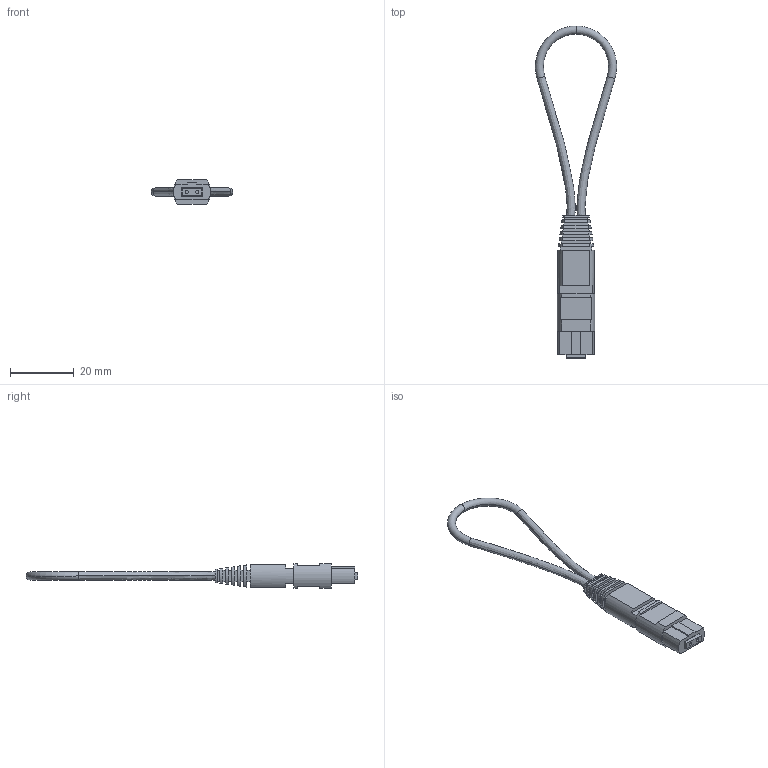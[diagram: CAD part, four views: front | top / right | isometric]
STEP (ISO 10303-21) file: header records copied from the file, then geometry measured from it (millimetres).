
FILE_DESCRIPTION (( 'STEP AP214' ), '1' );
FILE_NAME ('FOL-MPO.STEP', '2018-03-28T15:51:56', ( '' ), ( '' ), 'SwSTEP 2.0', 'SolidWorks 2017', '' );
FILE_SCHEMA (( 'AUTOMOTIVE_DESIGN' ));
Length unit declared in the file: inch
Products named in the file (3): 3AB04-001; FOL-MPO-LOOPBACK CABLE_6" long, Orange; FOL-MPO
Assembly tree (2 placements, depth 2):
  FOL-MPO
    3AB04-001
    FOL-MPO-LOOPBACK CABLE_6" long, Orange
Bounding box: 25.5 x 104.03 x 7.75 mm (x, y, z)
Volume: 3434 mm3; surface area: 2983.7 mm2
Topology: 2 solids, 2 shells, 118 faces, 282 edges, 186 vertices
Faces by surface type: plane 88, cone 12, cylinder 10, torus 4, bspline 4
Entity records: 4282 total; most frequent: CARTESIAN_POINT 1231, ORIENTED_EDGE 564, DIRECTION 562, EDGE_CURVE 282, AXIS2_PLACEMENT_3D 189, VERTEX_POINT 186, LINE 184, VECTOR 184
